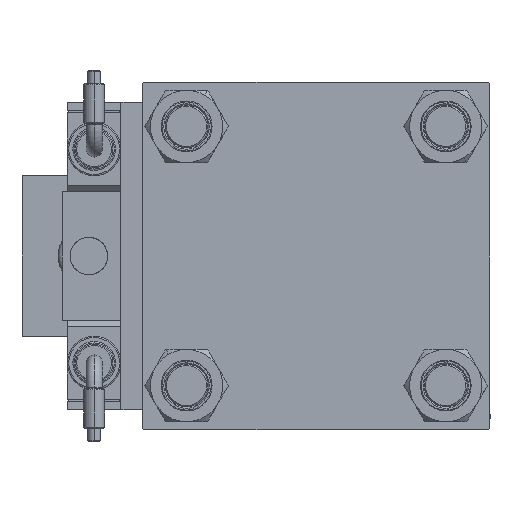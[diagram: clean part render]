
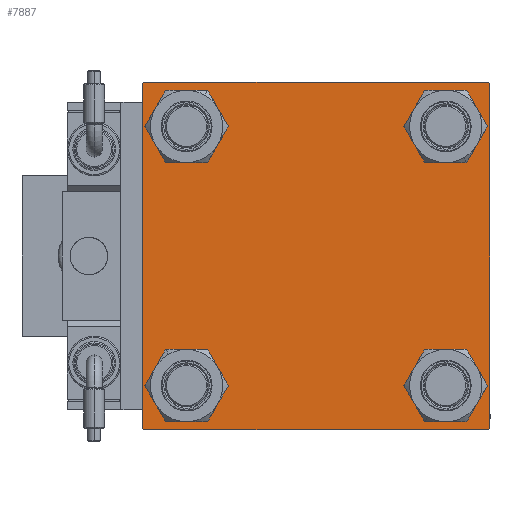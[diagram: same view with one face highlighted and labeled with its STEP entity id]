
A CAD part, left-side view. The second image highlights one B-rep face of the part: STEP entity #7887.
In plain terms, the highlighted planar face has unit normal (-1, 0, 0).
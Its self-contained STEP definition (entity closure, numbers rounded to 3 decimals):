
#381 = FACE_OUTER_BOUND ( 'NONE', #33762, .T. ) ;
#996 = CIRCLE ( 'NONE', #17832, 8.5 ) ;
#1050 = DIRECTION ( 'NONE',  ( 0., 0., 1. ) ) ;
#1262 = CARTESIAN_POINT ( 'NONE',  ( 0., 65., 65. ) ) ;
#2128 = CARTESIAN_POINT ( 'NONE',  ( 0., 64.5, 65. ) ) ;
#2183 = AXIS2_PLACEMENT_3D ( 'NONE', #50105, #10124, #5159 ) ;
#2199 = LINE ( 'NONE', #8608, #44220 ) ;
#2221 = ORIENTED_EDGE ( 'NONE', *, *, #43066, .T. ) ;
#4045 = ORIENTED_EDGE ( 'NONE', *, *, #31820, .T. ) ;
#4171 = DIRECTION ( 'NONE',  ( 1., 0., 0. ) ) ;
#4447 = DIRECTION ( 'NONE',  ( 0., 0., 1. ) ) ;
#4783 = FACE_BOUND ( 'NONE', #31843, .T. ) ;
#4921 = CARTESIAN_POINT ( 'NONE',  ( 0., 48.45, -48.45 ) ) ;
#5159 = DIRECTION ( 'NONE',  ( 0., 0., 1. ) ) ;
#5721 = DIRECTION ( 'NONE',  ( 0., 0., 1. ) ) ;
#6500 = LINE ( 'NONE', #55302, #34932 ) ;
#6698 = LINE ( 'NONE', #50797, #30872 ) ;
#7531 = EDGE_LOOP ( 'NONE', ( #35302, #57143 ) ) ;
#7615 = CARTESIAN_POINT ( 'NONE',  ( 0., -65., -64.5 ) ) ;
#7887 = ADVANCED_FACE ( 'NONE', ( #9173, #27092, #4783, #40598, #381 ), #36187, .T. ) ;
#7919 = DIRECTION ( 'NONE',  ( 0., 0., 1. ) ) ;
#8589 = EDGE_CURVE ( 'NONE', #50137, #32866, #44332, .T. ) ;
#8608 = CARTESIAN_POINT ( 'NONE',  ( 0., -65., 65. ) ) ;
#9173 = FACE_BOUND ( 'NONE', #7531, .T. ) ;
#9574 = AXIS2_PLACEMENT_3D ( 'NONE', #27685, #54163, #45606 ) ;
#9979 = CARTESIAN_POINT ( 'NONE',  ( 0., 48.45, 56.95 ) ) ;
#10124 = DIRECTION ( 'NONE',  ( 1., 0., 0. ) ) ;
#10448 = ORIENTED_EDGE ( 'NONE', *, *, #53215, .T. ) ;
#10832 = EDGE_CURVE ( 'NONE', #51001, #48387, #34781, .T. ) ;
#12023 = CARTESIAN_POINT ( 'NONE',  ( 0., -48.45, 48.45 ) ) ;
#12121 = CIRCLE ( 'NONE', #41280, 8.5 ) ;
#12378 = CARTESIAN_POINT ( 'NONE',  ( 0., 48.45, 48.45 ) ) ;
#13125 = DIRECTION ( 'NONE',  ( 1., 0., 0. ) ) ;
#14242 = DIRECTION ( 'NONE',  ( 1., 0., 0. ) ) ;
#14263 = DIRECTION ( 'NONE',  ( 1., 0., 0. ) ) ;
#15230 = DIRECTION ( 'NONE',  ( 0., 0.707, -0.707 ) ) ;
#15284 = EDGE_CURVE ( 'NONE', #47318, #51001, #28550, .T. ) ;
#15782 = VERTEX_POINT ( 'NONE', #17281 ) ;
#15975 = CARTESIAN_POINT ( 'NONE',  ( 0., 48.45, 39.95 ) ) ;
#16624 = CARTESIAN_POINT ( 'NONE',  ( 0., -48.45, 56.95 ) ) ;
#16910 = EDGE_CURVE ( 'NONE', #45190, #31375, #43484, .T. ) ;
#17281 = CARTESIAN_POINT ( 'NONE',  ( 0., -48.45, 39.95 ) ) ;
#17322 = AXIS2_PLACEMENT_3D ( 'NONE', #12378, #4171, #40271 ) ;
#17452 = ORIENTED_EDGE ( 'NONE', *, *, #19269, .T. ) ;
#17832 = AXIS2_PLACEMENT_3D ( 'NONE', #39289, #14263, #1050 ) ;
#19167 = DIRECTION ( 'NONE',  ( 0., 0., -1. ) ) ;
#19195 = ORIENTED_EDGE ( 'NONE', *, *, #10832, .T. ) ;
#19213 = ORIENTED_EDGE ( 'NONE', *, *, #16910, .T. ) ;
#19269 = EDGE_CURVE ( 'NONE', #32866, #50137, #49249, .T. ) ;
#20423 = DIRECTION ( 'NONE',  ( 0., -0.707, -0.707 ) ) ;
#20451 = CARTESIAN_POINT ( 'NONE',  ( 0., 48.45, -39.95 ) ) ;
#21303 = EDGE_LOOP ( 'NONE', ( #19213, #53248 ) ) ;
#22261 = DIRECTION ( 'NONE',  ( 0., 0., 1. ) ) ;
#22593 = VECTOR ( 'NONE', #24017, 1000. ) ;
#22618 = EDGE_LOOP ( 'NONE', ( #17452, #44127 ) ) ;
#22702 = LINE ( 'NONE', #31195, #47828 ) ;
#22798 = EDGE_CURVE ( 'NONE', #15782, #56654, #996, .T. ) ;
#23164 = CARTESIAN_POINT ( 'NONE',  ( 0., -64.75, 64.75 ) ) ;
#23858 = EDGE_CURVE ( 'NONE', #48387, #51211, #50198, .T. ) ;
#24017 = DIRECTION ( 'NONE',  ( 0., 0.707, 0.707 ) ) ;
#24140 = CARTESIAN_POINT ( 'NONE',  ( 0., 64.5, -65. ) ) ;
#25567 = VERTEX_POINT ( 'NONE', #7615 ) ;
#27022 = CARTESIAN_POINT ( 'NONE',  ( 0., 48.45, 48.45 ) ) ;
#27092 = FACE_BOUND ( 'NONE', #21303, .T. ) ;
#27330 = CARTESIAN_POINT ( 'NONE',  ( 0., -48.45, -48.45 ) ) ;
#27474 = CARTESIAN_POINT ( 'NONE',  ( 0., -48.45, -39.95 ) ) ;
#27609 = DIRECTION ( 'NONE',  ( 1., 0., 0. ) ) ;
#27685 = CARTESIAN_POINT ( 'NONE',  ( 0., 0., 0. ) ) ;
#28550 = LINE ( 'NONE', #1262, #41563 ) ;
#28758 = CIRCLE ( 'NONE', #32493, 8.5 ) ;
#29148 = VECTOR ( 'NONE', #50488, 1000. ) ;
#30839 = DIRECTION ( 'NONE',  ( 0., 0., 1. ) ) ;
#30872 = VECTOR ( 'NONE', #15230, 1000. ) ;
#31195 = CARTESIAN_POINT ( 'NONE',  ( 0., -64.75, -64.75 ) ) ;
#31375 = VERTEX_POINT ( 'NONE', #34429 ) ;
#31532 = ORIENTED_EDGE ( 'NONE', *, *, #23858, .T. ) ;
#31820 = EDGE_CURVE ( 'NONE', #55126, #54213, #28758, .T. ) ;
#31843 = EDGE_LOOP ( 'NONE', ( #4045, #10448 ) ) ;
#31856 = CARTESIAN_POINT ( 'NONE',  ( 0., -48.45, -48.45 ) ) ;
#32493 = AXIS2_PLACEMENT_3D ( 'NONE', #4921, #13125, #22261 ) ;
#32866 = VERTEX_POINT ( 'NONE', #9979 ) ;
#33174 = AXIS2_PLACEMENT_3D ( 'NONE', #27330, #44384, #4447 ) ;
#33762 = EDGE_LOOP ( 'NONE', ( #39690, #19195, #31532, #2221, #35366, #39113, #52078, #50577 ) ) ;
#34429 = CARTESIAN_POINT ( 'NONE',  ( 0., -48.45, -56.95 ) ) ;
#34781 = LINE ( 'NONE', #38895, #39573 ) ;
#34932 = VECTOR ( 'NONE', #42619, 1000. ) ;
#35302 = ORIENTED_EDGE ( 'NONE', *, *, #40740, .T. ) ;
#35366 = ORIENTED_EDGE ( 'NONE', *, *, #45482, .F. ) ;
#36187 = PLANE ( 'NONE',  #9574 ) ;
#36236 = VERTEX_POINT ( 'NONE', #47654 ) ;
#37736 = AXIS2_PLACEMENT_3D ( 'NONE', #27022, #27609, #30839 ) ;
#38895 = CARTESIAN_POINT ( 'NONE',  ( 0., 64.75, -64.75 ) ) ;
#39113 = ORIENTED_EDGE ( 'NONE', *, *, #44811, .T. ) ;
#39289 = CARTESIAN_POINT ( 'NONE',  ( 0., -48.45, 48.45 ) ) ;
#39573 = VECTOR ( 'NONE', #20423, 1000. ) ;
#39690 = ORIENTED_EDGE ( 'NONE', *, *, #15284, .T. ) ;
#40271 = DIRECTION ( 'NONE',  ( 0., 0., 1. ) ) ;
#40598 = FACE_BOUND ( 'NONE', #22618, .T. ) ;
#40740 = EDGE_CURVE ( 'NONE', #56654, #15782, #47744, .T. ) ;
#40861 = EDGE_CURVE ( 'NONE', #47738, #47318, #6698, .T. ) ;
#41032 = CARTESIAN_POINT ( 'NONE',  ( 0., 48.45, -56.95 ) ) ;
#41280 = AXIS2_PLACEMENT_3D ( 'NONE', #31856, #14242, #5721 ) ;
#41563 = VECTOR ( 'NONE', #19167, 1000. ) ;
#41740 = CARTESIAN_POINT ( 'NONE',  ( 0., -64.5, -65. ) ) ;
#42424 = EDGE_CURVE ( 'NONE', #31375, #45190, #12121, .T. ) ;
#42619 = DIRECTION ( 'NONE',  ( 0., -1., 0. ) ) ;
#43066 = EDGE_CURVE ( 'NONE', #51211, #25567, #22702, .T. ) ;
#43484 = CIRCLE ( 'NONE', #33174, 8.5 ) ;
#44127 = ORIENTED_EDGE ( 'NONE', *, *, #8589, .T. ) ;
#44220 = VECTOR ( 'NONE', #44749, 1000. ) ;
#44332 = CIRCLE ( 'NONE', #37736, 8.5 ) ;
#44384 = DIRECTION ( 'NONE',  ( 1., 0., 0. ) ) ;
#44749 = DIRECTION ( 'NONE',  ( 0., 0., -1. ) ) ;
#44811 = EDGE_CURVE ( 'NONE', #36236, #50654, #46638, .T. ) ;
#45190 = VERTEX_POINT ( 'NONE', #27474 ) ;
#45482 = EDGE_CURVE ( 'NONE', #36236, #25567, #2199, .T. ) ;
#45606 = DIRECTION ( 'NONE',  ( 0., 0., 1. ) ) ;
#45777 = CARTESIAN_POINT ( 'NONE',  ( 0., 65., -65. ) ) ;
#46638 = LINE ( 'NONE', #23164, #22593 ) ;
#46838 = AXIS2_PLACEMENT_3D ( 'NONE', #12023, #52883, #7919 ) ;
#46993 = CARTESIAN_POINT ( 'NONE',  ( 0., -64.5, 65. ) ) ;
#47318 = VERTEX_POINT ( 'NONE', #49898 ) ;
#47590 = CARTESIAN_POINT ( 'NONE',  ( 0., 65., -64.5 ) ) ;
#47654 = CARTESIAN_POINT ( 'NONE',  ( 0., -65., 64.5 ) ) ;
#47738 = VERTEX_POINT ( 'NONE', #2128 ) ;
#47744 = CIRCLE ( 'NONE', #46838, 8.5 ) ;
#47828 = VECTOR ( 'NONE', #49139, 1000. ) ;
#48387 = VERTEX_POINT ( 'NONE', #24140 ) ;
#48435 = EDGE_CURVE ( 'NONE', #47738, #50654, #6500, .T. ) ;
#49099 = CIRCLE ( 'NONE', #2183, 8.5 ) ;
#49139 = DIRECTION ( 'NONE',  ( 0., -0.707, 0.707 ) ) ;
#49249 = CIRCLE ( 'NONE', #17322, 8.5 ) ;
#49898 = CARTESIAN_POINT ( 'NONE',  ( 0., 65., 64.5 ) ) ;
#50105 = CARTESIAN_POINT ( 'NONE',  ( 0., 48.45, -48.45 ) ) ;
#50137 = VERTEX_POINT ( 'NONE', #15975 ) ;
#50198 = LINE ( 'NONE', #45777, #29148 ) ;
#50488 = DIRECTION ( 'NONE',  ( 0., -1., 0. ) ) ;
#50577 = ORIENTED_EDGE ( 'NONE', *, *, #40861, .T. ) ;
#50654 = VERTEX_POINT ( 'NONE', #46993 ) ;
#50797 = CARTESIAN_POINT ( 'NONE',  ( 0., 64.75, 64.75 ) ) ;
#51001 = VERTEX_POINT ( 'NONE', #47590 ) ;
#51211 = VERTEX_POINT ( 'NONE', #41740 ) ;
#52078 = ORIENTED_EDGE ( 'NONE', *, *, #48435, .F. ) ;
#52883 = DIRECTION ( 'NONE',  ( 1., 0., 0. ) ) ;
#53215 = EDGE_CURVE ( 'NONE', #54213, #55126, #49099, .T. ) ;
#53248 = ORIENTED_EDGE ( 'NONE', *, *, #42424, .T. ) ;
#54163 = DIRECTION ( 'NONE',  ( -1., 0., 0. ) ) ;
#54213 = VERTEX_POINT ( 'NONE', #41032 ) ;
#55126 = VERTEX_POINT ( 'NONE', #20451 ) ;
#55302 = CARTESIAN_POINT ( 'NONE',  ( 0., 65., 65. ) ) ;
#56654 = VERTEX_POINT ( 'NONE', #16624 ) ;
#57143 = ORIENTED_EDGE ( 'NONE', *, *, #22798, .T. ) ;
